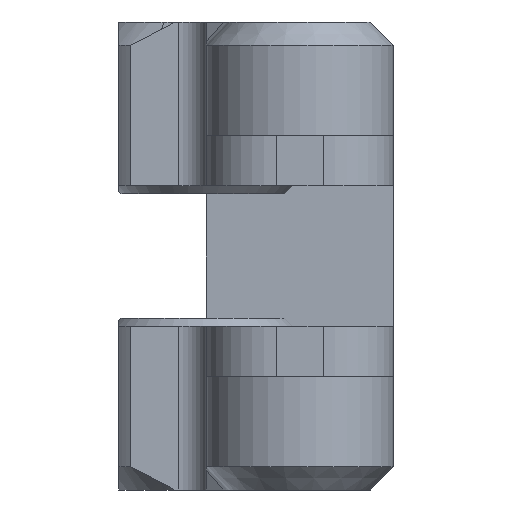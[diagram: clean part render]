
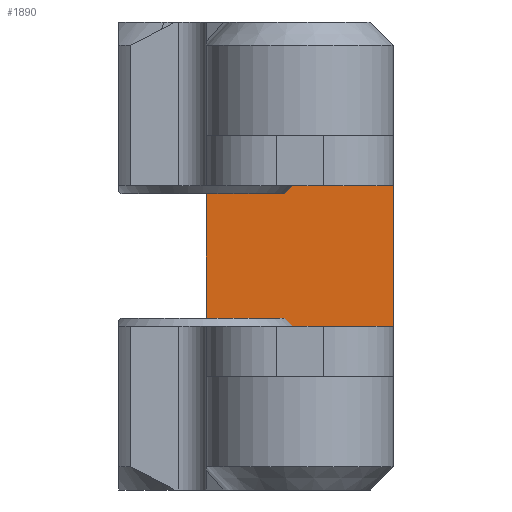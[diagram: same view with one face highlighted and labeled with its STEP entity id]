
A CAD part, front view. The second image highlights one B-rep face of the part: STEP entity #1890.
In plain terms, the highlighted planar face has unit normal (0, -1, 0).
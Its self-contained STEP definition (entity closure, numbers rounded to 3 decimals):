
#71 = CARTESIAN_POINT ( 'NONE',  ( -6., 24., -3. ) ) ;
#200 = CARTESIAN_POINT ( 'NONE',  ( -4., 24., 3. ) ) ;
#212 = LINE ( 'NONE', #2892, #2186 ) ;
#231 = DIRECTION ( 'NONE',  ( 0., 0., 1. ) ) ;
#389 = VERTEX_POINT ( 'NONE', #200 ) ;
#471 = DIRECTION ( 'NONE',  ( 0., 0., 1. ) ) ;
#678 = CARTESIAN_POINT ( 'NONE',  ( 4., 24., -3. ) ) ;
#998 = AXIS2_PLACEMENT_3D ( 'NONE', #3199, #2095, #231 ) ;
#1074 = FACE_OUTER_BOUND ( 'NONE', #1207, .T. ) ;
#1149 = CARTESIAN_POINT ( 'NONE',  ( -4., 24., 10. ) ) ;
#1168 = EDGE_CURVE ( 'NONE', #1830, #389, #2207, .T. ) ;
#1207 = EDGE_LOOP ( 'NONE', ( #3013, #1295, #3059, #2545 ) ) ;
#1225 = CARTESIAN_POINT ( 'NONE',  ( -4., 24., -3. ) ) ;
#1292 = EDGE_CURVE ( 'NONE', #1830, #1296, #2000, .T. ) ;
#1295 = ORIENTED_EDGE ( 'NONE', *, *, #3461, .T. ) ;
#1296 = VERTEX_POINT ( 'NONE', #678 ) ;
#1312 = PLANE ( 'NONE',  #998 ) ;
#1427 = DIRECTION ( 'NONE',  ( 1., 0., 0. ) ) ;
#1438 = DIRECTION ( 'NONE',  ( 0., 0., 1. ) ) ;
#1830 = VERTEX_POINT ( 'NONE', #1225 ) ;
#1890 = ADVANCED_FACE ( 'NONE', ( #1074 ), #1312, .F. ) ;
#1987 = VERTEX_POINT ( 'NONE', #2271 ) ;
#2000 = LINE ( 'NONE', #71, #2587 ) ;
#2095 = DIRECTION ( 'NONE',  ( 0., 1., 0. ) ) ;
#2186 = VECTOR ( 'NONE', #471, 1000. ) ;
#2207 = LINE ( 'NONE', #1149, #2759 ) ;
#2271 = CARTESIAN_POINT ( 'NONE',  ( 4., 24., 3. ) ) ;
#2545 = ORIENTED_EDGE ( 'NONE', *, *, #1168, .F. ) ;
#2572 = VECTOR ( 'NONE', #2605, 1000. ) ;
#2587 = VECTOR ( 'NONE', #1427, 1000. ) ;
#2595 = CARTESIAN_POINT ( 'NONE',  ( -6., 24., 3. ) ) ;
#2605 = DIRECTION ( 'NONE',  ( 1., 0., 0. ) ) ;
#2689 = LINE ( 'NONE', #2595, #2572 ) ;
#2759 = VECTOR ( 'NONE', #1438, 1000. ) ;
#2892 = CARTESIAN_POINT ( 'NONE',  ( 4., 24., 3. ) ) ;
#3013 = ORIENTED_EDGE ( 'NONE', *, *, #1292, .T. ) ;
#3059 = ORIENTED_EDGE ( 'NONE', *, *, #3392, .F. ) ;
#3199 = CARTESIAN_POINT ( 'NONE',  ( -6., 24., 3. ) ) ;
#3392 = EDGE_CURVE ( 'NONE', #389, #1987, #2689, .T. ) ;
#3461 = EDGE_CURVE ( 'NONE', #1296, #1987, #212, .T. ) ;
